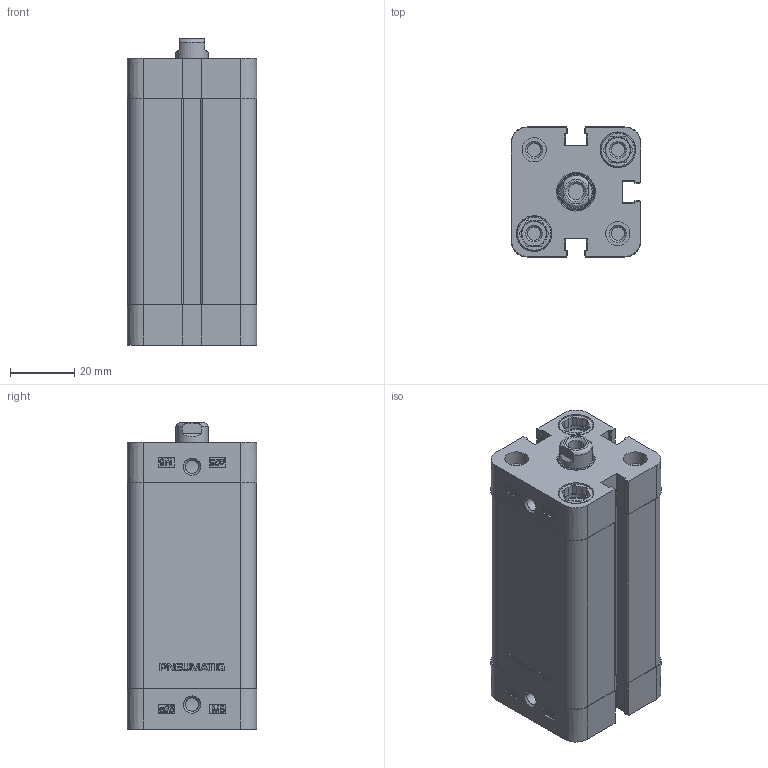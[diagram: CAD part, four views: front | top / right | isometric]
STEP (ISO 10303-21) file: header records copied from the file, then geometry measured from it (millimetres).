
FILE_DESCRIPTION( ( 'STEP AP214' ), '1' );
FILE_NAME( 'DM-25-1000-F.stp', ' ', ( ' ' ), ( ' ' ), ' ', ' ', ' ' );
FILE_SCHEMA (('AUTOMOTIVE_DESIGN { 1 0 10303 214 3 1 1 }'));
Length unit declared in the file: centimetre
Products named in the file (1): (Unsaved)
Bounding box: 40.3 x 40.3 x 95 mm (x, y, z)
Volume: 101834.5 mm3; surface area: 37262.5 mm2
Topology: 6 solids, 10 shells, 802 faces, 2141 edges, 1416 vertices
Faces by surface type: plane 393, bspline 215, cylinder 131, cone 46, torus 17
Full cylindrical faces by diameter (mm): 4.134 x3, 4.917 x1, 7.5 x4, 8 x9, 9 x1, 10 x1, 10.48 x1, 10.9 x4, 11.1 x4, 11.4 x1, 12 x1, 13.84 x1, 14 x1, 25 x1
Entity records: 26150 total; most frequent: CARTESIAN_POINT 7721, ORIENTED_EDGE 4080, DIRECTION 3117, EDGE_CURVE 2040, VERTEX_POINT 1399, LINE 1251, VECTOR 1251, EDGE_LOOP 957
